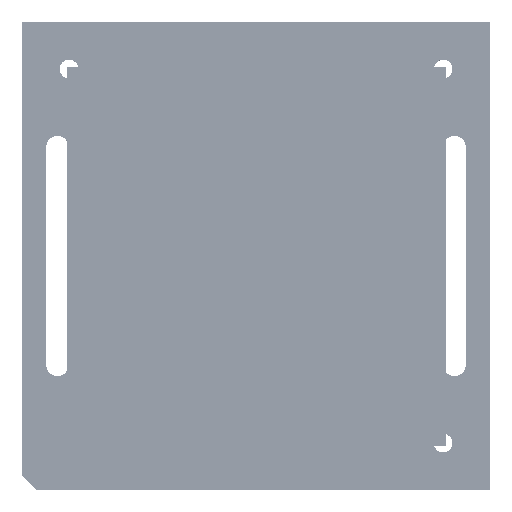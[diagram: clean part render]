
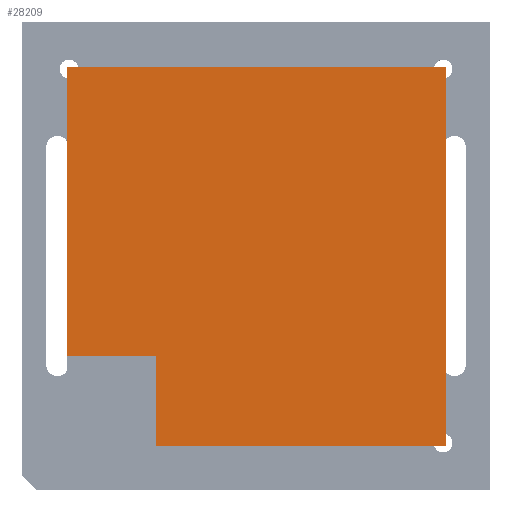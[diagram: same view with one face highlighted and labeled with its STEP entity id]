
A CAD part, top view. The second image highlights one B-rep face of the part: STEP entity #28209.
In plain terms, the highlighted planar face has unit normal (0, 0, 1).
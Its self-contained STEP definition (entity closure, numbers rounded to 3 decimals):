
#27968=CARTESIAN_POINT('',(4.0,17.0,1.27));
#27969=VERTEX_POINT('',#27968);
#27970=CARTESIAN_POINT('',(4.0,13.0,1.27));
#27971=VERTEX_POINT('',#27970);
#27972=CARTESIAN_POINT('',(4.0,17.0,1.27));
#27973=DIRECTION('',(0.0,-1.0,0.0));
#27974=VECTOR('',#27973,4.0);
#27975=LINE('',#27972,#27974);
#27976=EDGE_CURVE('',#27969,#27971,#27975,.T.);
#28008=CARTESIAN_POINT('',(0.0,13.0,1.27));
#28009=VERTEX_POINT('',#28008);
#28010=CARTESIAN_POINT('',(4.0,13.0,1.27));
#28011=DIRECTION('',(-1.0,0.0,0.0));
#28012=VECTOR('',#28011,4.0);
#28013=LINE('',#28010,#28012);
#28014=EDGE_CURVE('',#27971,#28009,#28013,.T.);
#28081=CARTESIAN_POINT('',(0.0,0.0,1.27));
#28082=VERTEX_POINT('',#28081);
#28089=CARTESIAN_POINT('',(0.0,0.0,1.27));
#28090=DIRECTION('',(0.0,1.0,0.0));
#28091=VECTOR('',#28090,13.0);
#28092=LINE('',#28089,#28091);
#28093=EDGE_CURVE('',#28082,#28009,#28092,.T.);
#28104=CARTESIAN_POINT('',(17.0,17.0,1.27));
#28105=VERTEX_POINT('',#28104);
#28106=CARTESIAN_POINT('',(4.0,17.0,1.27));
#28107=DIRECTION('',(1.0,0.0,0.0));
#28108=VECTOR('',#28107,13.0);
#28109=LINE('',#28106,#28108);
#28110=EDGE_CURVE('',#27969,#28105,#28109,.T.);
#28136=CARTESIAN_POINT('',(17.0,0.0,1.27));
#28137=VERTEX_POINT('',#28136);
#28138=CARTESIAN_POINT('',(17.0,17.0,1.27));
#28139=DIRECTION('',(0.0,-1.0,0.0));
#28140=VECTOR('',#28139,17.0);
#28141=LINE('',#28138,#28140);
#28142=EDGE_CURVE('',#28105,#28137,#28141,.T.);
#28167=CARTESIAN_POINT('',(17.0,0.0,1.27));
#28168=DIRECTION('',(-1.0,0.0,0.0));
#28169=VECTOR('',#28168,17.0);
#28170=LINE('',#28167,#28169);
#28171=EDGE_CURVE('',#28137,#28082,#28170,.T.);
#28196=CARTESIAN_POINT('',(8.5,8.5,1.27));
#28197=DIRECTION('',(0.0,0.0,1.0));
#28198=DIRECTION('',(1.0,0.0,0.0));
#28199=AXIS2_PLACEMENT_3D('',#28196,#28197,#28198);
#28200=PLANE('',#28199);
#28201=ORIENTED_EDGE('',*,*,#28014,.T.);
#28202=ORIENTED_EDGE('',*,*,#28093,.F.);
#28203=ORIENTED_EDGE('',*,*,#28171,.F.);
#28204=ORIENTED_EDGE('',*,*,#28142,.F.);
#28205=ORIENTED_EDGE('',*,*,#28110,.F.);
#28206=ORIENTED_EDGE('',*,*,#27976,.T.);
#28207=EDGE_LOOP('',(#28201,#28202,#28203,#28204,#28205,#28206));
#28208=FACE_OUTER_BOUND('',#28207,.T.);
#28209=ADVANCED_FACE('',(#28208),#28200,.T.);
